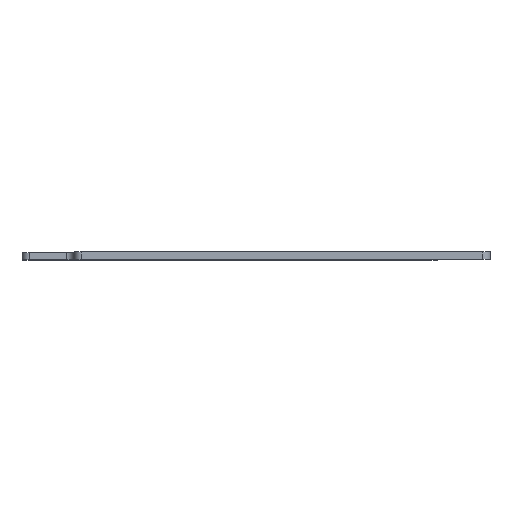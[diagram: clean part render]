
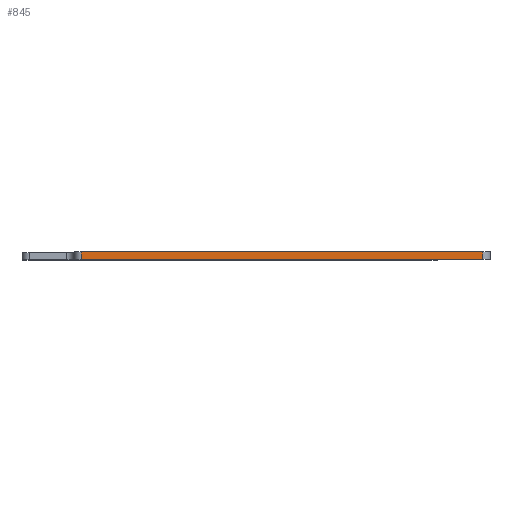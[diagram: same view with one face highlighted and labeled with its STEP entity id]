
A CAD part, top view. The second image highlights one B-rep face of the part: STEP entity #845.
In plain terms, the highlighted planar face has unit normal (0, 0, 1).
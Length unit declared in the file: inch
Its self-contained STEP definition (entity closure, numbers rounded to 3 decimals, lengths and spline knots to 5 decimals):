
#5 = CARTESIAN_POINT ( 'NONE',  ( -2.4, 0.05, 0. ) ) ;
#72 = DIRECTION ( 'NONE',  ( 0., -1., 0. ) ) ;
#116 = CARTESIAN_POINT ( 'NONE',  ( 0., 0.05, 0. ) ) ;
#124 = VECTOR ( 'NONE', #72, 39.37008 ) ;
#174 = CARTESIAN_POINT ( 'NONE',  ( 0., 0.05, 0. ) ) ;
#179 = VECTOR ( 'NONE', #632, 39.37008 ) ;
#185 = VERTEX_POINT ( 'NONE', #5 ) ;
#214 = ORIENTED_EDGE ( 'NONE', *, *, #579, .T. ) ;
#251 = DIRECTION ( 'NONE',  ( 0., 1., 0. ) ) ;
#256 = ORIENTED_EDGE ( 'NONE', *, *, #400, .F. ) ;
#291 = CARTESIAN_POINT ( 'NONE',  ( 0.3, 0., 0. ) ) ;
#312 = VERTEX_POINT ( 'NONE', #607 ) ;
#323 = LINE ( 'NONE', #829, #565 ) ;
#357 = VERTEX_POINT ( 'NONE', #291 ) ;
#374 = VERTEX_POINT ( 'NONE', #686 ) ;
#376 = LINE ( 'NONE', #116, #179 ) ;
#400 = EDGE_CURVE ( 'NONE', #185, #312, #376, .T. ) ;
#407 = LINE ( 'NONE', #659, #124 ) ;
#460 = DIRECTION ( 'NONE',  ( 1., 0., 0. ) ) ;
#464 = EDGE_CURVE ( 'NONE', #357, #312, #323, .T. ) ;
#476 = LINE ( 'NONE', #793, #738 ) ;
#485 = DIRECTION ( 'NONE',  ( 0., 0., -1. ) ) ;
#545 = DIRECTION ( 'NONE',  ( -1., 0., 0. ) ) ;
#552 = FACE_OUTER_BOUND ( 'NONE', #568, .T. ) ;
#565 = VECTOR ( 'NONE', #251, 39.37008 ) ;
#568 = EDGE_LOOP ( 'NONE', ( #214, #835, #256, #710 ) ) ;
#579 = EDGE_CURVE ( 'NONE', #374, #357, #476, .T. ) ;
#607 = CARTESIAN_POINT ( 'NONE',  ( 0.3, 0.05, 0. ) ) ;
#616 = AXIS2_PLACEMENT_3D ( 'NONE', #174, #485, #545 ) ;
#632 = DIRECTION ( 'NONE',  ( 1., 0., 0. ) ) ;
#659 = CARTESIAN_POINT ( 'NONE',  ( -2.4, 0.05, 0. ) ) ;
#686 = CARTESIAN_POINT ( 'NONE',  ( -2.4, 0., 0. ) ) ;
#701 = EDGE_CURVE ( 'NONE', #185, #374, #407, .T. ) ;
#710 = ORIENTED_EDGE ( 'NONE', *, *, #701, .T. ) ;
#738 = VECTOR ( 'NONE', #460, 39.37008 ) ;
#793 = CARTESIAN_POINT ( 'NONE',  ( 0., 0., 0. ) ) ;
#808 = PLANE ( 'NONE',  #616 ) ;
#829 = CARTESIAN_POINT ( 'NONE',  ( 0.3, 0.05, 0. ) ) ;
#835 = ORIENTED_EDGE ( 'NONE', *, *, #464, .T. ) ;
#845 = ADVANCED_FACE ( 'NONE', ( #552 ), #808, .F. ) ;
